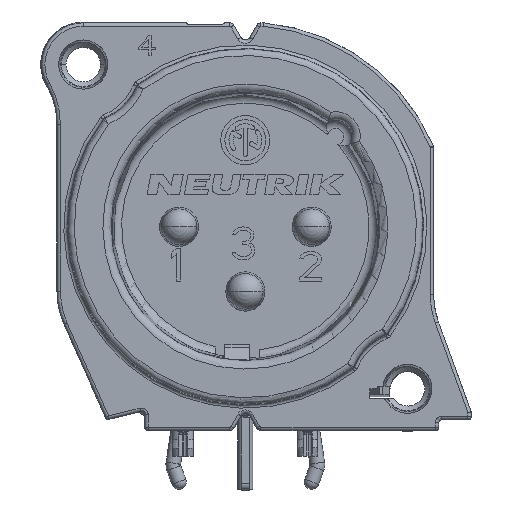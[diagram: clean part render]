
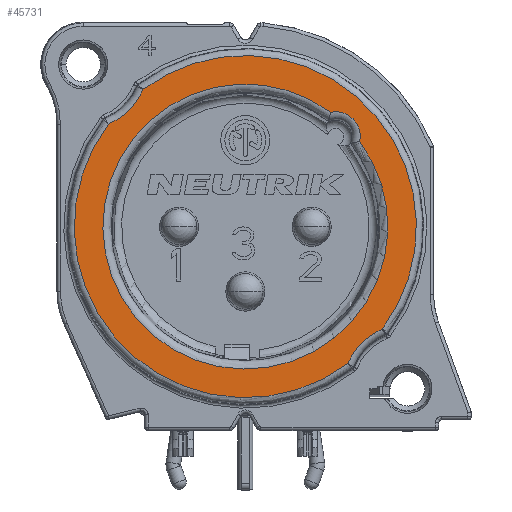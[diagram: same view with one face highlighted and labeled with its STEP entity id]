
A CAD part, top view. The second image highlights one B-rep face of the part: STEP entity #45731.
In plain terms, the highlighted planar face has unit normal (0, 0, 1).
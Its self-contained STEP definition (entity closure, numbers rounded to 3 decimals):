
#14136=CARTESIAN_POINT('',(0.,0.,3.7));
#14137=DIRECTION('',(0.,0.,-1.));
#14138=DIRECTION('',(0.802,0.597,0.));
#14139=AXIS2_PLACEMENT_3D('',#14136,#14137,#14138);
#14149=CARTESIAN_POINT('',(5.193,6.98,3.7));
#14151=CARTESIAN_POINT('',(5.515,5.515,3.7));
#14152=DIRECTION('',(0.,0.,-1.));
#14153=DIRECTION('',(-0.215,0.977,0.));
#14154=AXIS2_PLACEMENT_3D('',#14151,#14152,#14153);
#14164=CARTESIAN_POINT('',(6.98,5.193,3.7));
#14171=CARTESIAN_POINT('',(9.899,-9.9,3.7));
#14172=DIRECTION('',(0.,0.,-1.));
#14173=DIRECTION('',(-0.922,0.388,0.));
#14174=AXIS2_PLACEMENT_3D('',#14171,#14172,#14173);
#14176=CARTESIAN_POINT('',(0.,0.,3.7));
#14177=DIRECTION('',(0.,0.,-1.));
#14178=DIRECTION('',(0.599,-0.801,0.));
#14179=AXIS2_PLACEMENT_3D('',#14176,#14177,#14178);
#14181=CARTESIAN_POINT('',(-9.899,9.9,3.7));
#14182=DIRECTION('',(0.,0.,-1.));
#14183=DIRECTION('',(0.922,-0.388,0.));
#14184=AXIS2_PLACEMENT_3D('',#14181,#14182,#14183);
#14186=CARTESIAN_POINT('',(0.,0.,3.7));
#14187=DIRECTION('',(0.,0.,-1.));
#14188=DIRECTION('',(-0.599,0.801,0.));
#14189=AXIS2_PLACEMENT_3D('',#14186,#14187,#14188);
#14199=CARTESIAN_POINT('',(8.367,-6.257,3.7));
#14211=CARTESIAN_POINT('',(-6.256,8.368,3.7));
#14231=CARTESIAN_POINT('',(-8.367,6.257,3.7));
#14251=CARTESIAN_POINT('',(6.256,-8.368,
3.7));
#24618=VERTEX_POINT('',#14211);
#24621=VERTEX_POINT('',#14199);
#24623=VERTEX_POINT('',#14231);
#24625=VERTEX_POINT('',#14251);
#24638=VERTEX_POINT('',#14149);
#24639=VERTEX_POINT('',#14164);
#45712=CARTESIAN_POINT('',(0.,0.,3.7));
#45713=DIRECTION('',(0.,0.,-1.));
#45714=DIRECTION('',(0.,-1.,0.));
#45715=AXIS2_PLACEMENT_3D('',#45712,#45713,#45714);
#45716=PLANE('',#45715);
#45718=ORIENTED_EDGE('',*,*,#45717,.F.);
#45720=ORIENTED_EDGE('',*,*,#45719,.T.);
#45722=ORIENTED_EDGE('',*,*,#45721,.F.);
#45724=ORIENTED_EDGE('',*,*,#45723,.T.);
#45725=EDGE_LOOP('',(#45718,#45720,#45722,#45724));
#45726=FACE_OUTER_BOUND('',#45725,.F.);
#45727=ORIENTED_EDGE('',*,*,#45704,.F.);
#45728=ORIENTED_EDGE('',*,*,#45692,.F.);
#45729=EDGE_LOOP('',(#45727,#45728));
#45730=FACE_BOUND('',#45729,.F.);
#45731=ADVANCED_FACE('',(#45726,#45730),#45716,.F.);
#14140=CIRCLE('',#14139,8.7);
#14155=CIRCLE('',#14154,1.5);
#14175=CIRCLE('',#14174,3.952);
#14180=CIRCLE('',#14179,10.448);
#14185=CIRCLE('',#14184,3.952);
#14190=CIRCLE('',#14189,10.448);
#45692=EDGE_CURVE('',#24639,#24638,#14140,.T.);
#45704=EDGE_CURVE('',#24638,#24639,#14155,.T.);
#45717=EDGE_CURVE('',#24625,#24621,#14175,.T.);
#45719=EDGE_CURVE('',#24625,#24623,#14180,.T.);
#45721=EDGE_CURVE('',#24618,#24623,#14185,.T.);
#45723=EDGE_CURVE('',#24618,#24621,#14190,.T.);
